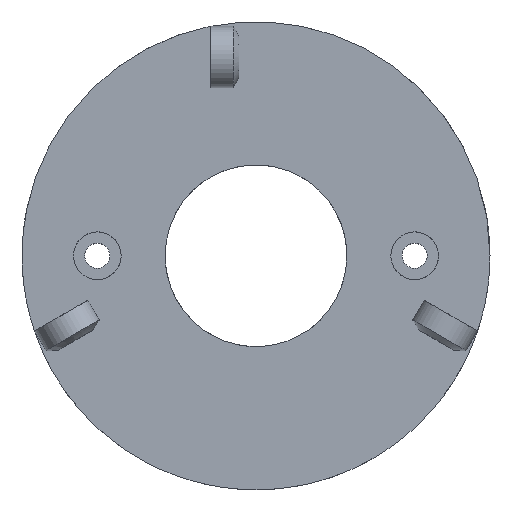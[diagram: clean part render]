
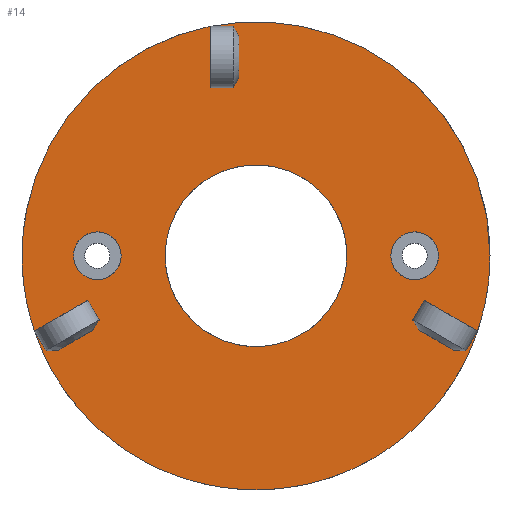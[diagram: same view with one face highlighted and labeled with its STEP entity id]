
A CAD part, top view. The second image highlights one B-rep face of the part: STEP entity #14.
In plain terms, the highlighted planar face has unit normal (0, 0, 1).
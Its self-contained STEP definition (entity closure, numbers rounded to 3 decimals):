
#14=ADVANCED_FACE('',(#114,#96,#97,#98,#99,#100,#101),#1247,.T.);
#96=FACE_BOUND('',#197,.T.);
#97=FACE_BOUND('',#198,.T.);
#98=FACE_BOUND('',#199,.T.);
#99=FACE_BOUND('',#200,.T.);
#100=FACE_BOUND('',#201,.T.);
#101=FACE_BOUND('',#202,.T.);
#114=FACE_OUTER_BOUND('',#196,.T.);
#196=EDGE_LOOP('',(#296,#297));
#197=EDGE_LOOP('',(#298,#299));
#198=EDGE_LOOP('',(#300,#301));
#199=EDGE_LOOP('',(#302,#303));
#200=EDGE_LOOP('',(#304,#305,#306,#307));
#201=EDGE_LOOP('',(#308,#309,#310,#311));
#202=EDGE_LOOP('',(#312,#313,#314,#315));
#296=ORIENTED_EDGE('',*,*,#693,.T.);
#297=ORIENTED_EDGE('',*,*,#861,.T.);
#298=ORIENTED_EDGE('',*,*,#865,.F.);
#299=ORIENTED_EDGE('',*,*,#697,.F.);
#300=ORIENTED_EDGE('',*,*,#868,.F.);
#301=ORIENTED_EDGE('',*,*,#700,.F.);
#302=ORIENTED_EDGE('',*,*,#707,.T.);
#303=ORIENTED_EDGE('',*,*,#876,.T.);
#304=ORIENTED_EDGE('',*,*,#748,.T.);
#305=ORIENTED_EDGE('',*,*,#750,.T.);
#306=ORIENTED_EDGE('',*,*,#751,.T.);
#307=ORIENTED_EDGE('',*,*,#749,.T.);
#308=ORIENTED_EDGE('',*,*,#770,.F.);
#309=ORIENTED_EDGE('',*,*,#772,.F.);
#310=ORIENTED_EDGE('',*,*,#771,.F.);
#311=ORIENTED_EDGE('',*,*,#769,.F.);
#312=ORIENTED_EDGE('',*,*,#790,.T.);
#313=ORIENTED_EDGE('',*,*,#792,.T.);
#314=ORIENTED_EDGE('',*,*,#793,.T.);
#315=ORIENTED_EDGE('',*,*,#791,.T.);
#693=EDGE_CURVE('',#1089,#1195,#1001,.T.);
#697=EDGE_CURVE('',#1091,#1197,#1005,.T.);
#700=EDGE_CURVE('',#1093,#1199,#1008,.T.);
#707=EDGE_CURVE('',#1098,#1204,#1015,.T.);
#748=EDGE_CURVE('',#1124,#1125,#906,.T.);
#749=EDGE_CURVE('',#1126,#1124,#907,.T.);
#750=EDGE_CURVE('',#1125,#1127,#908,.T.);
#751=EDGE_CURVE('',#1127,#1126,#909,.T.);
#769=EDGE_CURVE('',#1136,#1137,#918,.T.);
#770=EDGE_CURVE('',#1138,#1136,#919,.T.);
#771=EDGE_CURVE('',#1137,#1139,#920,.T.);
#772=EDGE_CURVE('',#1139,#1138,#921,.T.);
#790=EDGE_CURVE('',#1148,#1149,#930,.T.);
#791=EDGE_CURVE('',#1150,#1148,#931,.T.);
#792=EDGE_CURVE('',#1149,#1151,#932,.T.);
#793=EDGE_CURVE('',#1151,#1150,#933,.T.);
#861=EDGE_CURVE('',#1195,#1089,#1059,.T.);
#865=EDGE_CURVE('',#1197,#1091,#1063,.T.);
#868=EDGE_CURVE('',#1199,#1093,#1066,.T.);
#876=EDGE_CURVE('',#1204,#1098,#1074,.T.);
#906=B_SPLINE_CURVE_WITH_KNOTS('',1,(#2143,#2144),.UNSPECIFIED.,.F.,.F.,
(2,2),(-5.4,0.),.UNSPECIFIED.);
#907=B_SPLINE_CURVE_WITH_KNOTS('',1,(#2145,#2146),.UNSPECIFIED.,.F.,.F.,
(2,2),(-1.,0.),.UNSPECIFIED.);
#908=B_SPLINE_CURVE_WITH_KNOTS('',1,(#2147,#2148),.UNSPECIFIED.,.F.,.F.,
(2,2),(0.,1.),.UNSPECIFIED.);
#909=B_SPLINE_CURVE_WITH_KNOTS('',1,(#2149,#2150),.UNSPECIFIED.,.F.,.F.,
(2,2),(0.,5.4),.UNSPECIFIED.);
#918=B_SPLINE_CURVE_WITH_KNOTS('',1,(#2208,#2209),.UNSPECIFIED.,.F.,.F.,
(2,2),(-5.4,0.),.UNSPECIFIED.);
#919=B_SPLINE_CURVE_WITH_KNOTS('',1,(#2210,#2211),.UNSPECIFIED.,.F.,.F.,
(2,2),(-1.,0.),.UNSPECIFIED.);
#920=B_SPLINE_CURVE_WITH_KNOTS('',1,(#2212,#2213),.UNSPECIFIED.,.F.,.F.,
(2,2),(0.,1.),.UNSPECIFIED.);
#921=B_SPLINE_CURVE_WITH_KNOTS('',1,(#2214,#2215),.UNSPECIFIED.,.F.,.F.,
(2,2),(0.,5.4),.UNSPECIFIED.);
#930=B_SPLINE_CURVE_WITH_KNOTS('',1,(#2273,#2274),.UNSPECIFIED.,.F.,.F.,
(2,2),(-5.4,0.),.UNSPECIFIED.);
#931=B_SPLINE_CURVE_WITH_KNOTS('',1,(#2275,#2276),.UNSPECIFIED.,.F.,.F.,
(2,2),(-1.,0.),.UNSPECIFIED.);
#932=B_SPLINE_CURVE_WITH_KNOTS('',1,(#2277,#2278),.UNSPECIFIED.,.F.,.F.,
(2,2),(0.,1.),.UNSPECIFIED.);
#933=B_SPLINE_CURVE_WITH_KNOTS('',1,(#2279,#2280),.UNSPECIFIED.,.F.,.F.,
(2,2),(0.,5.4),.UNSPECIFIED.);
#1001=(
BOUNDED_CURVE()
B_SPLINE_CURVE(2,(#1966,#1967,#1968,#1969,#1970),.UNSPECIFIED.,.F.,.F.)
B_SPLINE_CURVE_WITH_KNOTS((3,2,3),(0.,33.772,67.544),
 .UNSPECIFIED.)
CURVE()
GEOMETRIC_REPRESENTATION_ITEM()
RATIONAL_B_SPLINE_CURVE((1.,0.707,1.,0.707,1.))
REPRESENTATION_ITEM('')
);
#1005=(
BOUNDED_CURVE()
B_SPLINE_CURVE(2,(#1983,#1984,#1985,#1986,#1987),.UNSPECIFIED.,.F.,.F.)
B_SPLINE_CURVE_WITH_KNOTS((3,2,3),(0.,3.299,6.597),
 .UNSPECIFIED.)
CURVE()
GEOMETRIC_REPRESENTATION_ITEM()
RATIONAL_B_SPLINE_CURVE((1.,0.707,1.,0.707,1.))
REPRESENTATION_ITEM('')
);
#1008=(
BOUNDED_CURVE()
B_SPLINE_CURVE(2,(#1995,#1996,#1997,#1998,#1999),.UNSPECIFIED.,.F.,.F.)
B_SPLINE_CURVE_WITH_KNOTS((3,2,3),(0.,3.299,6.597),
 .UNSPECIFIED.)
CURVE()
GEOMETRIC_REPRESENTATION_ITEM()
RATIONAL_B_SPLINE_CURVE((1.,0.707,1.,0.707,1.))
REPRESENTATION_ITEM('')
);
#1015=(
BOUNDED_CURVE()
B_SPLINE_CURVE(2,(#2024,#2025,#2026,#2027,#2028),.UNSPECIFIED.,.F.,.F.)
B_SPLINE_CURVE_WITH_KNOTS((3,2,3),(-50.265,-37.699,
-25.133),.UNSPECIFIED.)
CURVE()
GEOMETRIC_REPRESENTATION_ITEM()
RATIONAL_B_SPLINE_CURVE((1.,0.707,1.,0.707,1.))
REPRESENTATION_ITEM('')
);
#1059=(
BOUNDED_CURVE()
B_SPLINE_CURVE(2,(#2515,#2516,#2517,#2518,#2519),.UNSPECIFIED.,.F.,.F.)
B_SPLINE_CURVE_WITH_KNOTS((3,2,3),(67.544,101.316,135.088),
 .UNSPECIFIED.)
CURVE()
GEOMETRIC_REPRESENTATION_ITEM()
RATIONAL_B_SPLINE_CURVE((1.,0.707,1.,0.707,1.))
REPRESENTATION_ITEM('')
);
#1063=(
BOUNDED_CURVE()
B_SPLINE_CURVE(2,(#2532,#2533,#2534,#2535,#2536),.UNSPECIFIED.,.F.,.F.)
B_SPLINE_CURVE_WITH_KNOTS((3,2,3),(6.597,9.896,13.195),
 .UNSPECIFIED.)
CURVE()
GEOMETRIC_REPRESENTATION_ITEM()
RATIONAL_B_SPLINE_CURVE((1.,0.707,1.,0.707,1.))
REPRESENTATION_ITEM('')
);
#1066=(
BOUNDED_CURVE()
B_SPLINE_CURVE(2,(#2544,#2545,#2546,#2547,#2548),.UNSPECIFIED.,.F.,.F.)
B_SPLINE_CURVE_WITH_KNOTS((3,2,3),(6.597,9.896,13.195),
 .UNSPECIFIED.)
CURVE()
GEOMETRIC_REPRESENTATION_ITEM()
RATIONAL_B_SPLINE_CURVE((1.,0.707,1.,0.707,1.))
REPRESENTATION_ITEM('')
);
#1074=(
BOUNDED_CURVE()
B_SPLINE_CURVE(2,(#2575,#2576,#2577,#2578,#2579),.UNSPECIFIED.,.F.,.F.)
B_SPLINE_CURVE_WITH_KNOTS((3,2,3),(-25.133,-12.566,
0.),.UNSPECIFIED.)
CURVE()
GEOMETRIC_REPRESENTATION_ITEM()
RATIONAL_B_SPLINE_CURVE((1.,0.707,1.,0.707,1.))
REPRESENTATION_ITEM('')
);
#1089=VERTEX_POINT('',#1841);
#1091=VERTEX_POINT('',#1843);
#1093=VERTEX_POINT('',#1845);
#1098=VERTEX_POINT('',#1850);
#1124=VERTEX_POINT('',#1876);
#1125=VERTEX_POINT('',#1877);
#1126=VERTEX_POINT('',#1878);
#1127=VERTEX_POINT('',#1879);
#1136=VERTEX_POINT('',#1888);
#1137=VERTEX_POINT('',#1889);
#1138=VERTEX_POINT('',#1890);
#1139=VERTEX_POINT('',#1891);
#1148=VERTEX_POINT('',#1900);
#1149=VERTEX_POINT('',#1901);
#1150=VERTEX_POINT('',#1902);
#1151=VERTEX_POINT('',#1903);
#1195=VERTEX_POINT('',#1947);
#1197=VERTEX_POINT('',#1949);
#1199=VERTEX_POINT('',#1951);
#1204=VERTEX_POINT('',#1956);
#1247=PLANE('',#1382);
#1382=AXIS2_PLACEMENT_3D('',#1532,#1457,$);
#1457=DIRECTION('',(0.,0.,1.));
#1532=CARTESIAN_POINT('',(-21.012,-21.012,12.6));
#1841=CARTESIAN_POINT('',(20.6,0.,12.6));
#1843=CARTESIAN_POINT('',(16.07,0.,12.6));
#1845=CARTESIAN_POINT('',(-11.87,0.,12.6));
#1850=CARTESIAN_POINT('',(8.,0.,12.6));
#1876=CARTESIAN_POINT('',(-2.,20.192,12.6));
#1877=CARTESIAN_POINT('',(-2.,14.792,12.6));
#1878=CARTESIAN_POINT('',(-4.,20.192,12.6));
#1879=CARTESIAN_POINT('',(-4.,14.792,12.6));
#1888=CARTESIAN_POINT('',(-18.487,-8.364,12.6));
#1889=CARTESIAN_POINT('',(-13.811,-5.664,12.6));
#1890=CARTESIAN_POINT('',(-19.487,-6.632,12.6));
#1891=CARTESIAN_POINT('',(-14.811,-3.932,12.6));
#1900=CARTESIAN_POINT('',(18.487,-8.364,12.6));
#1901=CARTESIAN_POINT('',(13.811,-5.664,12.6));
#1902=CARTESIAN_POINT('',(19.487,-6.632,12.6));
#1903=CARTESIAN_POINT('',(14.811,-3.932,12.6));
#1947=CARTESIAN_POINT('',(-20.6,0.,12.6));
#1949=CARTESIAN_POINT('',(11.87,0.,12.6));
#1951=CARTESIAN_POINT('',(-16.07,0.,12.6));
#1956=CARTESIAN_POINT('',(-8.,0.,12.6));
#1966=CARTESIAN_POINT('',(20.6,0.,12.6));
#1967=CARTESIAN_POINT('',(20.6,20.6,12.6));
#1968=CARTESIAN_POINT('',(0.,20.6,12.6));
#1969=CARTESIAN_POINT('',(-20.6,20.6,12.6));
#1970=CARTESIAN_POINT('',(-20.6,0.,12.6));
#1983=CARTESIAN_POINT('',(16.07,0.,12.6));
#1984=CARTESIAN_POINT('',(16.07,2.1,12.6));
#1985=CARTESIAN_POINT('',(13.97,2.1,12.6));
#1986=CARTESIAN_POINT('',(11.87,2.1,12.6));
#1987=CARTESIAN_POINT('',(11.87,0.,12.6));
#1995=CARTESIAN_POINT('',(-11.87,0.,12.6));
#1996=CARTESIAN_POINT('',(-11.87,2.1,12.6));
#1997=CARTESIAN_POINT('',(-13.97,2.1,12.6));
#1998=CARTESIAN_POINT('',(-16.07,2.1,12.6));
#1999=CARTESIAN_POINT('',(-16.07,0.,12.6));
#2024=CARTESIAN_POINT('',(8.,0.,12.6));
#2025=CARTESIAN_POINT('',(8.,-8.,12.6));
#2026=CARTESIAN_POINT('',(0.,-8.,12.6));
#2027=CARTESIAN_POINT('',(-8.,-8.,12.6));
#2028=CARTESIAN_POINT('',(-8.,0.,12.6));
#2143=CARTESIAN_POINT('',(-2.,20.192,12.6));
#2144=CARTESIAN_POINT('',(-2.,14.792,12.6));
#2145=CARTESIAN_POINT('',(-4.,20.192,12.6));
#2146=CARTESIAN_POINT('',(-2.,20.192,12.6));
#2147=CARTESIAN_POINT('',(-2.,14.792,12.6));
#2148=CARTESIAN_POINT('',(-4.,14.792,12.6));
#2149=CARTESIAN_POINT('',(-4.,14.792,12.6));
#2150=CARTESIAN_POINT('',(-4.,20.192,12.6));
#2208=CARTESIAN_POINT('',(-18.487,-8.364,12.6));
#2209=CARTESIAN_POINT('',(-13.811,-5.664,12.6));
#2210=CARTESIAN_POINT('',(-19.487,-6.632,12.6));
#2211=CARTESIAN_POINT('',(-18.487,-8.364,12.6));
#2212=CARTESIAN_POINT('',(-13.811,-5.664,12.6));
#2213=CARTESIAN_POINT('',(-14.811,-3.932,12.6));
#2214=CARTESIAN_POINT('',(-14.811,-3.932,12.6));
#2215=CARTESIAN_POINT('',(-19.487,-6.632,12.6));
#2273=CARTESIAN_POINT('',(18.487,-8.364,12.6));
#2274=CARTESIAN_POINT('',(13.811,-5.664,12.6));
#2275=CARTESIAN_POINT('',(19.487,-6.632,12.6));
#2276=CARTESIAN_POINT('',(18.487,-8.364,12.6));
#2277=CARTESIAN_POINT('',(13.811,-5.664,12.6));
#2278=CARTESIAN_POINT('',(14.811,-3.932,12.6));
#2279=CARTESIAN_POINT('',(14.811,-3.932,12.6));
#2280=CARTESIAN_POINT('',(19.487,-6.632,12.6));
#2515=CARTESIAN_POINT('',(-20.6,0.,12.6));
#2516=CARTESIAN_POINT('',(-20.6,-20.6,12.6));
#2517=CARTESIAN_POINT('',(0.,-20.6,12.6));
#2518=CARTESIAN_POINT('',(20.6,-20.6,12.6));
#2519=CARTESIAN_POINT('',(20.6,0.,12.6));
#2532=CARTESIAN_POINT('',(11.87,0.,12.6));
#2533=CARTESIAN_POINT('',(11.87,-2.1,12.6));
#2534=CARTESIAN_POINT('',(13.97,-2.1,12.6));
#2535=CARTESIAN_POINT('',(16.07,-2.1,12.6));
#2536=CARTESIAN_POINT('',(16.07,0.,12.6));
#2544=CARTESIAN_POINT('',(-16.07,0.,12.6));
#2545=CARTESIAN_POINT('',(-16.07,-2.1,12.6));
#2546=CARTESIAN_POINT('',(-13.97,-2.1,12.6));
#2547=CARTESIAN_POINT('',(-11.87,-2.1,12.6));
#2548=CARTESIAN_POINT('',(-11.87,0.,12.6));
#2575=CARTESIAN_POINT('',(-8.,0.,12.6));
#2576=CARTESIAN_POINT('',(-8.,8.,12.6));
#2577=CARTESIAN_POINT('',(0.,8.,12.6));
#2578=CARTESIAN_POINT('',(8.,8.,12.6));
#2579=CARTESIAN_POINT('',(8.,0.,12.6));
